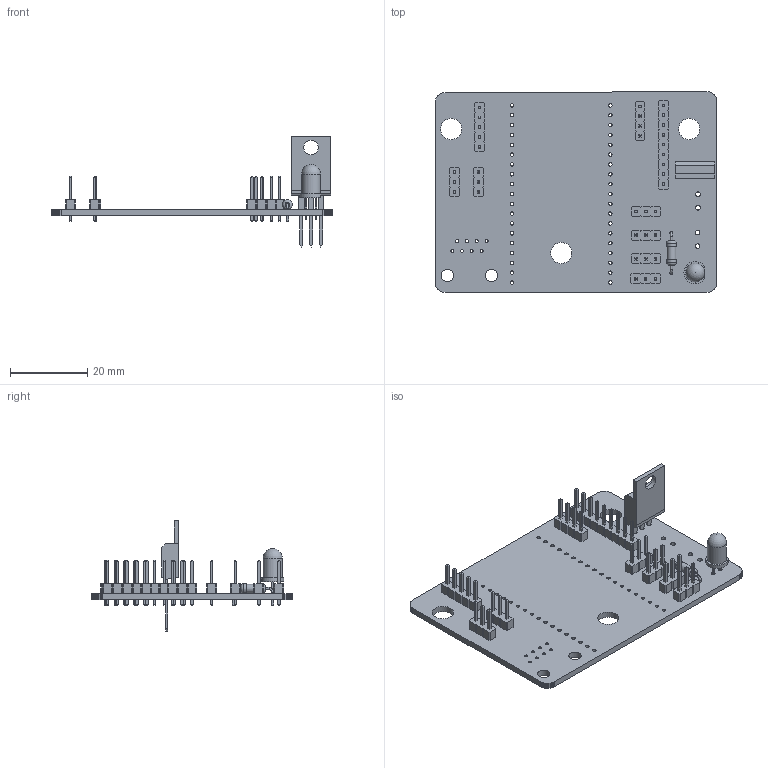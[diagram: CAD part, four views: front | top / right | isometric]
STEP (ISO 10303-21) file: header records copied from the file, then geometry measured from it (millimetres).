
FILE_DESCRIPTION(('KiCad electronic assembly'),'2;1');
FILE_NAME('Winder_V1.step','2024-05-22T16:49:20',('Pcbnew'),('Kicad'), 'Open CASCADE STEP processor 7.7','KiCad to STEP converter','Unknown' );
FILE_SCHEMA(('AUTOMOTIVE_DESIGN { 1 0 10303 214 1 1 1 1 }'));
Length unit declared in the file: millimetre
Products named in the file (16): Winder_V1 1; R_Axial_DIN0207_L6.3mm_D2.5mm_P10.16mm_Horizontal; SOLID; PinHeader_1x04_P2.54mm_Vertical; PinHeader_1x03_P2.54mm_Vertical; TO-220-3_Vertical; LED_D5.0mm; PinHeader_1x09_P2.54mm_Vertical; PinHeader_1x05_P2.54mm_Vertical; Winder_V1 PCB
Assembly tree (20 placements, depth 3):
  Winder_V1 1
    R_Axial_DIN0207_L6.3mm_D2.5mm_P10.16mm_Horizontal
      SOLID
    PinHeader_1x04_P2.54mm_Vertical
      SOLID
    PinHeader_1x03_P2.54mm_Vertical  x6
      SOLID
    TO-220-3_Vertical
      SOLID
    LED_D5.0mm
      SOLID
    PinHeader_1x09_P2.54mm_Vertical
      SOLID
    PinHeader_1x05_P2.54mm_Vertical
      SOLID
    Winder_V1 PCB
Bounding box: 72.64 x 51.82 x 28.52 mm (x, y, z)
Volume: 7136.2 mm3; surface area: 10856.4 mm2
Topology: 13 solids, 13 shells, 1137 faces, 2804 edges, 1771 vertices
Faces by surface type: plane 1024, cylinder 108, torus 4, sphere 1
Full cylindrical faces by diameter (mm): 0.6 x4, 0.76 x8, 0.8 x2, 0.9 x40, 1 x36, 1.1 x3, 1.2 x4, 2.25 x1, 2.5 x2, 3.2 x2, 3.735 x1, 4.9 x1, 5.471 x3
Entity records: 52524 total; most frequent: CARTESIAN_POINT 9012, DIRECTION 7278, LINE 5272, VECTOR 5272, ORIENTED_EDGE 3806, PCURVE 3806, DEFINITIONAL_REPRESENTATION 3806, EDGE_CURVE 1903
